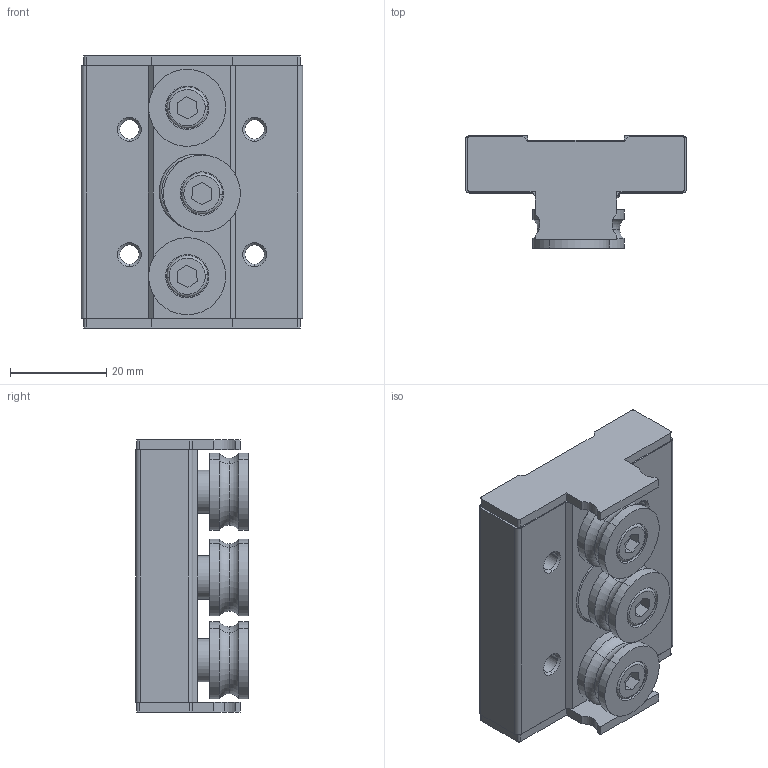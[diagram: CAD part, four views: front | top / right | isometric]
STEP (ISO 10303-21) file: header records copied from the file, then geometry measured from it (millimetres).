
FILE_DESCRIPTION (( 'STEP AP214' ), '1' );
FILE_NAME ('B660 Ðåëüñîâàÿ êàðåòêà SGB 15N-3.STEP', '2025-02-07T11:14:21', ( '' ), ( '' ), 'SwSTEP 2.0', 'SolidWorks 2025', '' );
FILE_SCHEMA (( 'AUTOMOTIVE_DESIGN' ));
Length unit declared in the file: millimetre
Products named in the file (8): B672 Винт_00; B672 Ролик_00; B660 Заслонка_00; B660 Деталь для настройки смещения оси_00; Сборка3^B660 Рельсовая каретка SGB 15N-3_00; B660 Рельсовая каретка SGB 15N-3; B660 Рельсовая каретка SGB 15-3_00; B672 Дистанционная втулка_00
Assembly tree (10 placements, depth 3):
  B660 Рельсовая каретка SGB 15N-3
    B660 Рельсовая каретка SGB 15-3_00
    B660 Деталь для настройки смещения оси_00
    B660 Заслонка_00  x2
    Сборка3^B660 Рельсовая каретка SGB 15N-3_00  x3
      B672 Ролик_00
      B672 Дистанционная втулка_00
      B672 Винт_00
Bounding box: 46 x 23.4 x 56.5 mm (x, y, z)
Volume: 35441.7 mm3; surface area: 18254.4 mm2
Topology: 15 solids, 15 shells, 256 faces, 605 edges, 390 vertices
Faces by surface type: plane 100, cylinder 98, cone 30, torus 28
Entity records: 4726 total; most frequent: DIRECTION 860, CARTESIAN_POINT 763, ORIENTED_EDGE 724, EDGE_CURVE 362, AXIS2_PLACEMENT_3D 341, VERTEX_POINT 236, CIRCLE 182, LINE 178
